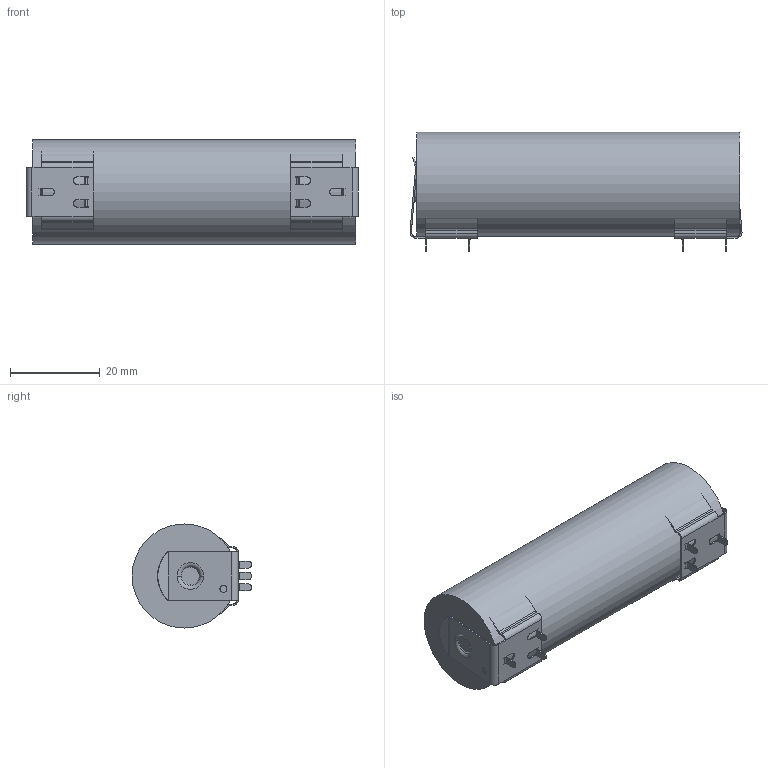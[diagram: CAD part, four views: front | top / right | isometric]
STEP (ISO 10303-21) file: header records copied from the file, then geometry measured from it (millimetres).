
FILE_DESCRIPTION(('FreeCAD Model'),'2;1');
FILE_NAME('Open CASCADE Shape Model','2021-05-30T21:15:44',( 'kicad StepUp'),('ksu MCAD'),'Open CASCADE STEP processor 7.5', 'FreeCAD','Unknown');
FILE_SCHEMA(('AUTOMOTIVE_DESIGN { 1 0 10303 214 1 1 1 1 }'));
Length unit declared in the file: millimetre
Products named in the file (1): 21700BatteryHolder-WithBattery
Bounding box: 73.95 x 26.65 x 23.2 mm (x, y, z)
Volume: 30938.8 mm3; surface area: 9519.2 mm2
Topology: 3 solids, 3 shells, 275 faces, 647 edges, 374 vertices
Faces by surface type: plane 164, cylinder 95, sphere 8, torus 8
Full cylindrical faces by diameter (mm): 23.2 x1
Entity records: 9686 total; most frequent: DIRECTION 1405, CARTESIAN_POINT 1337, ORIENTED_EDGE 1278, EDGE_CURVE 639, AXIS2_PLACEMENT_3D 506, LINE 393, VECTOR 393, VERTEX_POINT 374
